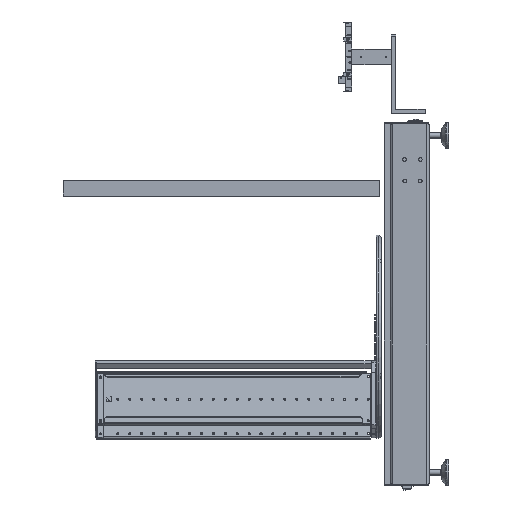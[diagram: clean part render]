
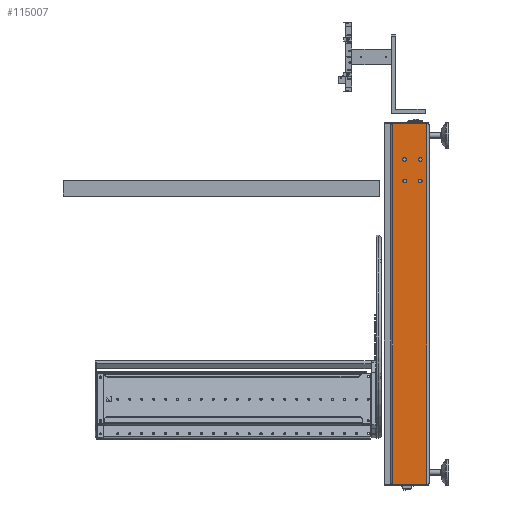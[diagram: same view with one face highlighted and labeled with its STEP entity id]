
A CAD part, top view. The second image highlights one B-rep face of the part: STEP entity #115007.
In plain terms, the highlighted planar face has unit normal (0, 0, 1).
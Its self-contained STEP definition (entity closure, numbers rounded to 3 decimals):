
#1574 = DIRECTION ( 'NONE',  ( 0., -1., 0. ) ) ;
#2187 = VECTOR ( 'NONE', #169345, 1000. ) ;
#3692 = CARTESIAN_POINT ( 'NONE',  ( -88.235, 36.423, -151.257 ) ) ;
#6001 = CARTESIAN_POINT ( 'NONE',  ( -134.885, -74.506, -151.257 ) ) ;
#10157 = VERTEX_POINT ( 'NONE', #32506 ) ;
#22239 = DIRECTION ( 'NONE',  ( -1., 0., 0. ) ) ;
#24699 = CARTESIAN_POINT ( 'NONE',  ( -86.235, -661.506, -151.257 ) ) ;
#27852 = EDGE_CURVE ( 'NONE', #205517, #205517, #190636, .T. ) ;
#32506 = CARTESIAN_POINT ( 'NONE',  ( -104.885, -74.506, -151.257 ) ) ;
#33101 = CIRCLE ( 'NONE', #104216, 3.55 ) ;
#33535 = CARTESIAN_POINT ( 'NONE',  ( -104.885, -33.006, -151.257 ) ) ;
#33925 = DIRECTION ( 'NONE',  ( 0., 0., 1. ) ) ;
#35192 = VERTEX_POINT ( 'NONE', #82180 ) ;
#36986 = AXIS2_PLACEMENT_3D ( 'NONE', #24699, #45648, #125728 ) ;
#43571 = LINE ( 'NONE', #85578, #191503 ) ;
#45648 = DIRECTION ( 'NONE',  ( 0., 0., -1. ) ) ;
#46805 = EDGE_LOOP ( 'NONE', ( #238539 ) ) ;
#51006 = EDGE_CURVE ( 'NONE', #53182, #53182, #124704, .T. ) ;
#53182 = VERTEX_POINT ( 'NONE', #33535 ) ;
#57422 = DIRECTION ( 'NONE',  ( -1., 0., 0. ) ) ;
#62832 = CARTESIAN_POINT ( 'NONE',  ( -88.235, 36.423, -151.257 ) ) ;
#71825 = CARTESIAN_POINT ( 'NONE',  ( -131.335, -74.506, -151.257 ) ) ;
#80775 = DIRECTION ( 'NONE',  ( -1., 0., 0. ) ) ;
#82180 = CARTESIAN_POINT ( 'NONE',  ( -88.235, -659.436, -151.257 ) ) ;
#85073 = FACE_BOUND ( 'NONE', #208896, .T. ) ;
#85578 = CARTESIAN_POINT ( 'NONE',  ( -88.235, -661.506, -151.257 ) ) ;
#87645 = FACE_OUTER_BOUND ( 'NONE', #233367, .T. ) ;
#89464 = VERTEX_POINT ( 'NONE', #209408 ) ;
#90273 = FACE_BOUND ( 'NONE', #125175, .T. ) ;
#90324 = DIRECTION ( 'NONE',  ( 0., 0., 1. ) ) ;
#91603 = CARTESIAN_POINT ( 'NONE',  ( -101.335, -74.506, -151.257 ) ) ;
#97860 = CARTESIAN_POINT ( 'NONE',  ( -88.235, -659.436, -151.257 ) ) ;
#104216 = AXIS2_PLACEMENT_3D ( 'NONE', #133630, #33925, #57422 ) ;
#115007 = ADVANCED_FACE ( 'NONE', ( #90273, #85073, #208342, #169013, #87645 ), #204500, .F. ) ;
#121400 = EDGE_LOOP ( 'NONE', ( #166234 ) ) ;
#124704 = CIRCLE ( 'NONE', #220871, 3.55 ) ;
#125175 = EDGE_LOOP ( 'NONE', ( #138470 ) ) ;
#125509 = ORIENTED_EDGE ( 'NONE', *, *, #258679, .T. ) ;
#125728 = DIRECTION ( 'NONE',  ( 1., 0., 0. ) ) ;
#129981 = CARTESIAN_POINT ( 'NONE',  ( -154.235, 36.423, -151.257 ) ) ;
#133630 = CARTESIAN_POINT ( 'NONE',  ( -131.335, -33.006, -151.257 ) ) ;
#134830 = DIRECTION ( 'NONE',  ( 0., 0., 1. ) ) ;
#138470 = ORIENTED_EDGE ( 'NONE', *, *, #259806, .F. ) ;
#153572 = CARTESIAN_POINT ( 'NONE',  ( -101.335, -33.006, -151.257 ) ) ;
#158514 = CIRCLE ( 'NONE', #238091, 3.55 ) ;
#162833 = VECTOR ( 'NONE', #80775, 1000. ) ;
#166234 = ORIENTED_EDGE ( 'NONE', *, *, #254522, .F. ) ;
#166498 = EDGE_CURVE ( 'NONE', #35192, #89464, #251534, .T. ) ;
#167589 = VECTOR ( 'NONE', #22239, 1000. ) ;
#169013 = FACE_BOUND ( 'NONE', #46805, .T. ) ;
#169345 = DIRECTION ( 'NONE',  ( 0., -1., 0. ) ) ;
#171642 = DIRECTION ( 'NONE',  ( -1., 0., 0. ) ) ;
#186138 = CARTESIAN_POINT ( 'NONE',  ( -134.885, -33.006, -151.257 ) ) ;
#190031 = DIRECTION ( 'NONE',  ( -1., 0., 0. ) ) ;
#190636 = CIRCLE ( 'NONE', #236629, 3.55 ) ;
#191503 = VECTOR ( 'NONE', #1574, 1000. ) ;
#191652 = LINE ( 'NONE', #129981, #2187 ) ;
#191701 = DIRECTION ( 'NONE',  ( 0., 0., 1. ) ) ;
#192265 = EDGE_CURVE ( 'NONE', #246584, #35192, #43571, .T. ) ;
#199081 = DIRECTION ( 'NONE',  ( -1., 0., 0. ) ) ;
#204500 = PLANE ( 'NONE',  #36986 ) ;
#204591 = LINE ( 'NONE', #62832, #167589 ) ;
#205517 = VERTEX_POINT ( 'NONE', #6001 ) ;
#208342 = FACE_BOUND ( 'NONE', #121400, .T. ) ;
#208896 = EDGE_LOOP ( 'NONE', ( #240958 ) ) ;
#209408 = CARTESIAN_POINT ( 'NONE',  ( -154.235, -659.436, -151.257 ) ) ;
#214328 = EDGE_CURVE ( 'NONE', #246584, #218790, #204591, .T. ) ;
#218790 = VERTEX_POINT ( 'NONE', #252013 ) ;
#220871 = AXIS2_PLACEMENT_3D ( 'NONE', #153572, #191701, #199081 ) ;
#221539 = VERTEX_POINT ( 'NONE', #186138 ) ;
#223604 = ORIENTED_EDGE ( 'NONE', *, *, #192265, .F. ) ;
#231737 = ORIENTED_EDGE ( 'NONE', *, *, #214328, .T. ) ;
#233367 = EDGE_LOOP ( 'NONE', ( #125509, #247411, #223604, #231737 ) ) ;
#236629 = AXIS2_PLACEMENT_3D ( 'NONE', #71825, #134830, #190031 ) ;
#238091 = AXIS2_PLACEMENT_3D ( 'NONE', #91603, #90324, #171642 ) ;
#238539 = ORIENTED_EDGE ( 'NONE', *, *, #51006, .F. ) ;
#240958 = ORIENTED_EDGE ( 'NONE', *, *, #27852, .F. ) ;
#246584 = VERTEX_POINT ( 'NONE', #3692 ) ;
#247411 = ORIENTED_EDGE ( 'NONE', *, *, #166498, .F. ) ;
#251534 = LINE ( 'NONE', #97860, #162833 ) ;
#252013 = CARTESIAN_POINT ( 'NONE',  ( -154.235, 36.423, -151.257 ) ) ;
#254522 = EDGE_CURVE ( 'NONE', #221539, #221539, #33101, .T. ) ;
#258679 = EDGE_CURVE ( 'NONE', #218790, #89464, #191652, .T. ) ;
#259806 = EDGE_CURVE ( 'NONE', #10157, #10157, #158514, .T. ) ;
